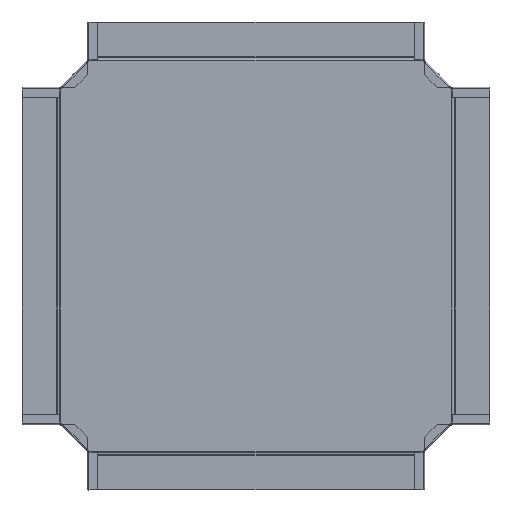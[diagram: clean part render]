
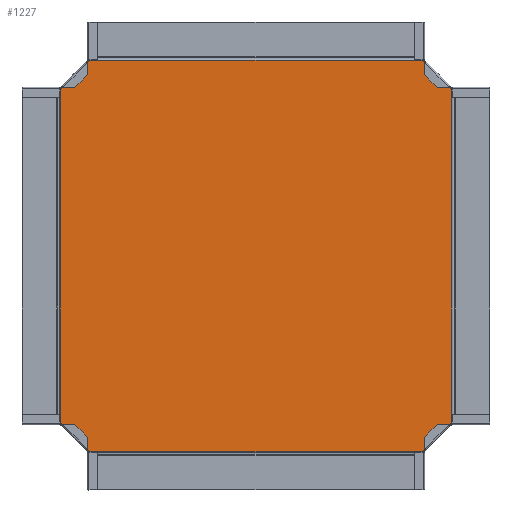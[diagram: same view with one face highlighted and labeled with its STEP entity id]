
A CAD part, top view. The second image highlights one B-rep face of the part: STEP entity #1227.
In plain terms, the highlighted planar face has unit normal (0, 0, 1).
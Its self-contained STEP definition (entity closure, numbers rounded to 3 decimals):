
#68=DIRECTION('',(0.,1.,0.));
#69=VECTOR('',#68,2.);
#70=CARTESIAN_POINT('',(-250.,-292.752,0.));
#71=LINE('',#70,#69);
#124=DIRECTION('',(-0.707,0.707,0.));
#125=VECTOR('',#124,57.631);
#126=CARTESIAN_POINT('',(290.752,250.,0.));
#127=LINE('',#126,#125);
#128=DIRECTION('',(-1.,0.,0.));
#129=VECTOR('',#128,2.);
#130=CARTESIAN_POINT('',(292.752,250.,0.));
#131=LINE('',#130,#129);
#132=DIRECTION('',(0.707,0.707,0.));
#133=VECTOR('',#132,57.631);
#134=CARTESIAN_POINT('',(250.,-290.752,0.));
#135=LINE('',#134,#133);
#136=DIRECTION('',(0.,1.,0.));
#137=VECTOR('',#136,2.);
#138=CARTESIAN_POINT('',(250.,-292.752,0.));
#139=LINE('',#138,#137);
#140=DIRECTION('',(0.707,-0.707,0.));
#141=VECTOR('',#140,57.631);
#142=CARTESIAN_POINT('',(-290.752,-250.,0.));
#143=LINE('',#142,#141);
#144=DIRECTION('',(1.,0.,0.));
#145=VECTOR('',#144,2.);
#146=CARTESIAN_POINT('',(-292.752,-250.,0.));
#147=LINE('',#146,#145);
#148=DIRECTION('',(-0.707,-0.707,0.));
#149=VECTOR('',#148,57.631);
#150=CARTESIAN_POINT('',(-250.,290.752,0.));
#151=LINE('',#150,#149);
#152=DIRECTION('',(0.,-1.,0.));
#153=VECTOR('',#152,2.);
#154=CARTESIAN_POINT('',(-250.,292.752,0.));
#155=LINE('',#154,#153);
#204=DIRECTION('',(-1.,0.,0.));
#205=VECTOR('',#204,2.);
#206=CARTESIAN_POINT('',(292.752,-250.,0.));
#207=LINE('',#206,#205);
#208=DIRECTION('',(0.,-1.,0.));
#209=VECTOR('',#208,500.);
#210=CARTESIAN_POINT('',(292.752,250.,0.));
#211=LINE('',#210,#209);
#338=DIRECTION('',(0.,-1.,0.));
#339=VECTOR('',#338,2.);
#340=CARTESIAN_POINT('',(250.,292.752,0.));
#341=LINE('',#340,#339);
#360=DIRECTION('',(1.,0.,0.));
#361=VECTOR('',#360,500.);
#362=CARTESIAN_POINT('',(-250.,292.752,0.));
#363=LINE('',#362,#361);
#398=DIRECTION('',(1.,0.,0.));
#399=VECTOR('',#398,2.);
#400=CARTESIAN_POINT('',(-292.752,250.,0.));
#401=LINE('',#400,#399);
#416=DIRECTION('',(0.,1.,0.));
#417=VECTOR('',#416,500.);
#418=CARTESIAN_POINT('',(-292.752,-250.,0.));
#419=LINE('',#418,#417);
#702=DIRECTION('',(-1.,0.,0.));
#703=VECTOR('',#702,500.);
#704=CARTESIAN_POINT('',(250.,-292.752,0.));
#705=LINE('',#704,#703);
#801=CARTESIAN_POINT('',(-292.752,-250.,0.));
#803=VERTEX_POINT('',#801);
#806=CARTESIAN_POINT('',(-290.752,250.,0.));
#808=VERTEX_POINT('',#806);
#817=CARTESIAN_POINT('',(-292.752,250.,0.));
#818=VERTEX_POINT('',#817);
#842=CARTESIAN_POINT('',(-250.,290.752,0.));
#844=VERTEX_POINT('',#842);
#862=CARTESIAN_POINT('',(250.,292.752,0.));
#864=VERTEX_POINT('',#862);
#868=CARTESIAN_POINT('',(-290.752,-250.,0.));
#870=VERTEX_POINT('',#868);
#873=CARTESIAN_POINT('',(-250.,292.752,0.));
#874=VERTEX_POINT('',#873);
#902=CARTESIAN_POINT('',(250.,-290.752,0.));
#904=VERTEX_POINT('',#902);
#913=CARTESIAN_POINT('',(250.,-292.752,0.));
#915=VERTEX_POINT('',#913);
#920=CARTESIAN_POINT('',(-250.,-290.752,0.));
#922=VERTEX_POINT('',#920);
#924=CARTESIAN_POINT('',(-250.,-292.752,0.));
#926=VERTEX_POINT('',#924);
#955=CARTESIAN_POINT('',(292.752,250.,0.));
#957=VERTEX_POINT('',#955);
#959=CARTESIAN_POINT('',(290.752,250.,0.));
#960=VERTEX_POINT('',#959);
#969=CARTESIAN_POINT('',(292.752,-250.,0.));
#970=VERTEX_POINT('',#969);
#993=CARTESIAN_POINT('',(250.,290.752,0.));
#994=VERTEX_POINT('',#993);
#995=CARTESIAN_POINT('',(290.752,-250.,0.));
#996=VERTEX_POINT('',#995);
#1191=CARTESIAN_POINT('',(0.,-250.,0.));
#1192=DIRECTION('',(0.,0.,1.));
#1193=DIRECTION('',(1.,0.,0.));
#1194=AXIS2_PLACEMENT_3D('',#1191,#1192,#1193);
#1195=PLANE('',#1194);
#1197=ORIENTED_EDGE('',*,*,#1196,.F.);
#1199=ORIENTED_EDGE('',*,*,#1198,.F.);
#1201=ORIENTED_EDGE('',*,*,#1200,.T.);
#1203=ORIENTED_EDGE('',*,*,#1202,.T.);
#1204=ORIENTED_EDGE('',*,*,#1170,.F.);
#1205=ORIENTED_EDGE('',*,*,#1182,.F.);
#1207=ORIENTED_EDGE('',*,*,#1206,.T.);
#1208=ORIENTED_EDGE('',*,*,#1117,.T.);
#1210=ORIENTED_EDGE('',*,*,#1209,.F.);
#1212=ORIENTED_EDGE('',*,*,#1211,.F.);
#1214=ORIENTED_EDGE('',*,*,#1213,.T.);
#1216=ORIENTED_EDGE('',*,*,#1215,.T.);
#1218=ORIENTED_EDGE('',*,*,#1217,.F.);
#1220=ORIENTED_EDGE('',*,*,#1219,.F.);
#1222=ORIENTED_EDGE('',*,*,#1221,.T.);
#1224=ORIENTED_EDGE('',*,*,#1223,.T.);
#1225=EDGE_LOOP('',(#1197,#1199,#1201,#1203,#1204,#1205,#1207,#1208,#1210,#1212,
#1214,#1216,#1218,#1220,#1222,#1224));
#1226=FACE_OUTER_BOUND('',#1225,.F.);
#1227=ADVANCED_FACE('',(#1226),#1195,.T.);
#1117=EDGE_CURVE('',#926,#922,#71,.T.);
#1170=EDGE_CURVE('',#904,#996,#135,.T.);
#1182=EDGE_CURVE('',#915,#904,#139,.T.);
#1196=EDGE_CURVE('',#960,#994,#127,.T.);
#1198=EDGE_CURVE('',#957,#960,#131,.T.);
#1200=EDGE_CURVE('',#957,#970,#211,.T.);
#1202=EDGE_CURVE('',#970,#996,#207,.T.);
#1206=EDGE_CURVE('',#915,#926,#705,.T.);
#1209=EDGE_CURVE('',#870,#922,#143,.T.);
#1211=EDGE_CURVE('',#803,#870,#147,.T.);
#1213=EDGE_CURVE('',#803,#818,#419,.T.);
#1215=EDGE_CURVE('',#818,#808,#401,.T.);
#1217=EDGE_CURVE('',#844,#808,#151,.T.);
#1219=EDGE_CURVE('',#874,#844,#155,.T.);
#1221=EDGE_CURVE('',#874,#864,#363,.T.);
#1223=EDGE_CURVE('',#864,#994,#341,.T.);
